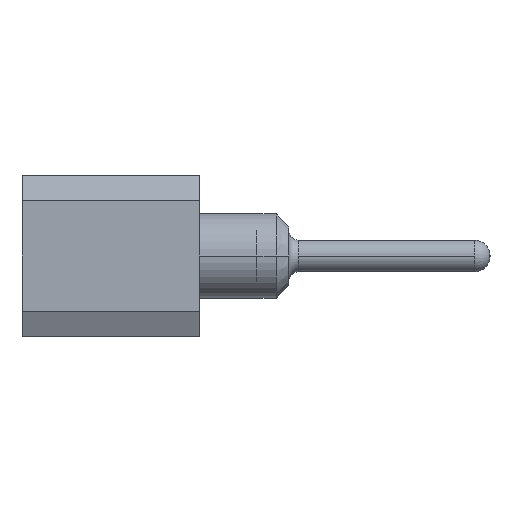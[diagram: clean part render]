
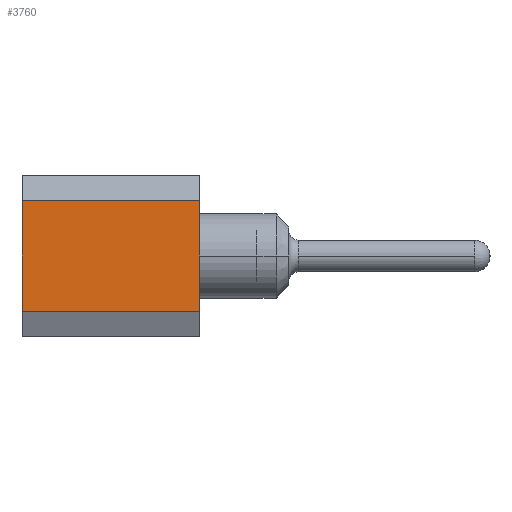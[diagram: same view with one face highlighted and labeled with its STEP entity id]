
A CAD part, left-side view. The second image highlights one B-rep face of the part: STEP entity #3760.
In plain terms, the highlighted planar face has unit normal (-1, 0, 0).
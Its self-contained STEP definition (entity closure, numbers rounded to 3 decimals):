
#950 = VERTEX_POINT ( 'NONE', #19658 ) ;
#1840 = EDGE_CURVE ( 'NONE', #2998, #12891, #18061, .T. ) ;
#2171 = LINE ( 'NONE', #20900, #8145 ) ;
#2383 = EDGE_CURVE ( 'NONE', #950, #12891, #15408, .T. ) ;
#2416 = ORIENTED_EDGE ( 'NONE', *, *, #21254, .T. ) ;
#2753 = AXIS2_PLACEMENT_3D ( 'NONE', #16955, #13245, #20136 ) ;
#2998 = VERTEX_POINT ( 'NONE', #15108 ) ;
#3760 = ADVANCED_FACE ( 'NONE', ( #7943 ), #14823, .T. ) ;
#3856 = DIRECTION ( 'NONE',  ( 0., 0., -1. ) ) ;
#3960 = EDGE_CURVE ( 'NONE', #15016, #950, #2171, .T. ) ;
#5530 = VECTOR ( 'NONE', #16771, 1000. ) ;
#7943 = FACE_OUTER_BOUND ( 'NONE', #9414, .T. ) ;
#8145 = VECTOR ( 'NONE', #3856, 1000. ) ;
#9414 = EDGE_LOOP ( 'NONE', ( #18450, #12902, #11695, #2416 ) ) ;
#10573 = VECTOR ( 'NONE', #19520, 1000. ) ;
#11695 = ORIENTED_EDGE ( 'NONE', *, *, #3960, .F. ) ;
#12869 = LINE ( 'NONE', #17958, #10573 ) ;
#12891 = VERTEX_POINT ( 'NONE', #17531 ) ;
#12902 = ORIENTED_EDGE ( 'NONE', *, *, #2383, .F. ) ;
#13245 = DIRECTION ( 'NONE',  ( -1., 0., 0. ) ) ;
#14823 = PLANE ( 'NONE',  #2753 ) ;
#15016 = VERTEX_POINT ( 'NONE', #20085 ) ;
#15108 = CARTESIAN_POINT ( 'NONE',  ( -20.32, 2.8, 0.87 ) ) ;
#15408 = LINE ( 'NONE', #22286, #5530 ) ;
#16585 = CARTESIAN_POINT ( 'NONE',  ( -20.32, 2.8, 0.87 ) ) ;
#16682 = VECTOR ( 'NONE', #18285, 1000. ) ;
#16771 = DIRECTION ( 'NONE',  ( 0., 1., 0. ) ) ;
#16955 = CARTESIAN_POINT ( 'NONE',  ( -20.32, 0., 0. ) ) ;
#17531 = CARTESIAN_POINT ( 'NONE',  ( -20.32, 2.8, -0.87 ) ) ;
#17958 = CARTESIAN_POINT ( 'NONE',  ( -20.32, 0., 0.87 ) ) ;
#18061 = LINE ( 'NONE', #16585, #16682 ) ;
#18285 = DIRECTION ( 'NONE',  ( 0., 0., -1. ) ) ;
#18450 = ORIENTED_EDGE ( 'NONE', *, *, #1840, .T. ) ;
#19520 = DIRECTION ( 'NONE',  ( 0., 1., 0. ) ) ;
#19658 = CARTESIAN_POINT ( 'NONE',  ( -20.32, 0., -0.87 ) ) ;
#20085 = CARTESIAN_POINT ( 'NONE',  ( -20.32, 0., 0.87 ) ) ;
#20136 = DIRECTION ( 'NONE',  ( 0., 0., 1. ) ) ;
#20900 = CARTESIAN_POINT ( 'NONE',  ( -20.32, 0., 0.87 ) ) ;
#21254 = EDGE_CURVE ( 'NONE', #15016, #2998, #12869, .T. ) ;
#22286 = CARTESIAN_POINT ( 'NONE',  ( -20.32, 0., -0.87 ) ) ;
